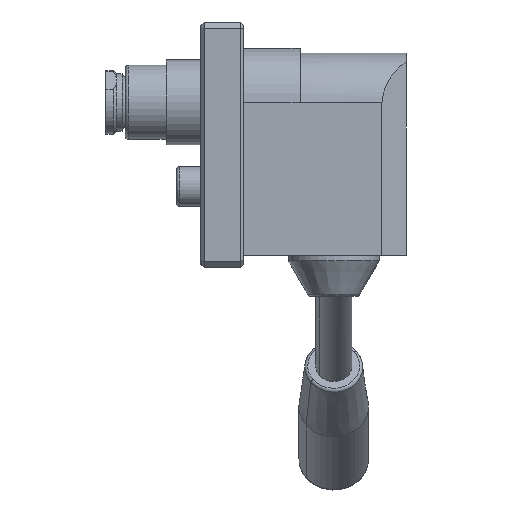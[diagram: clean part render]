
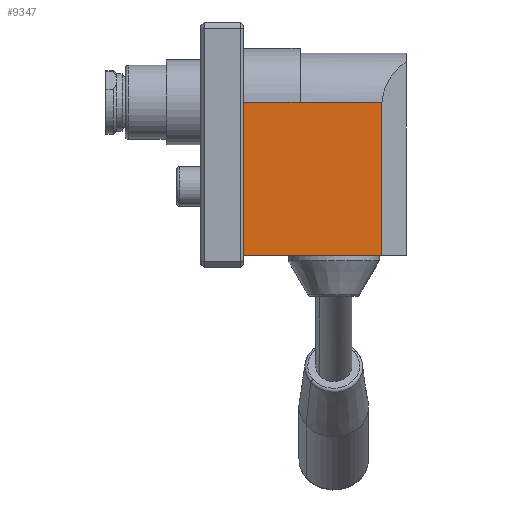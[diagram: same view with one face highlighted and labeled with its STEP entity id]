
A CAD part, front view. The second image highlights one B-rep face of the part: STEP entity #9347.
In plain terms, the highlighted planar face has unit normal (0, -1, 0).
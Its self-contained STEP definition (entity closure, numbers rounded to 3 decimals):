
#845=LINE('',#12086,#1528);
#1411=LINE('',#17618,#2094);
#1412=LINE('',#17619,#2095);
#1413=LINE('',#17621,#2096);
#1414=LINE('',#17622,#2097);
#1528=VECTOR('',#10166,10.);
#2094=VECTOR('',#11086,10.);
#2095=VECTOR('',#11087,10.);
#2096=VECTOR('',#11088,10.);
#2097=VECTOR('',#11089,10.);
#2730=FACE_OUTER_BOUND('',#3316,.T.);
#3316=EDGE_LOOP('',(#8039,#8040,#8041,#8042,#8043));
#3662=VERTEX_POINT('',#12079);
#3665=VERTEX_POINT('',#12084);
#4280=VERTEX_POINT('',#17616);
#4281=VERTEX_POINT('',#17617);
#4282=VERTEX_POINT('',#17620);
#4566=EDGE_CURVE('',#3665,#3662,#845,.T.);
#5540=EDGE_CURVE('',#4280,#4281,#1411,.T.);
#5541=EDGE_CURVE('',#4281,#3662,#1412,.T.);
#5542=EDGE_CURVE('',#3665,#4282,#1413,.T.);
#5543=EDGE_CURVE('',#4280,#4282,#1414,.T.);
#8039=ORIENTED_EDGE('',*,*,#5540,.T.);
#8040=ORIENTED_EDGE('',*,*,#5541,.T.);
#8041=ORIENTED_EDGE('',*,*,#4566,.F.);
#8042=ORIENTED_EDGE('',*,*,#5542,.T.);
#8043=ORIENTED_EDGE('',*,*,#5543,.F.);
#8361=PLANE('',#9725);
#9347=ADVANCED_FACE('',(#2730),#8361,.T.);
#9725=AXIS2_PLACEMENT_3D('',#17615,#11084,#11085);
#10166=DIRECTION('',(0.,0.,1.));
#11084=DIRECTION('center_axis',(0.,-1.,0.));
#11085=DIRECTION('ref_axis',(0.,0.,
-1.));
#11086=DIRECTION('',(-1.,0.,0.));
#11087=DIRECTION('',(-1.,0.,0.));
#11088=DIRECTION('',(1.,0.,0.));
#11089=DIRECTION('',(0.,0.,-1.));
#12079=CARTESIAN_POINT('',(0.,-17.8,14.));
#12084=CARTESIAN_POINT('',(0.,-17.8,-36.5));
#12086=CARTESIAN_POINT('',(0.,-17.8,15.9));
#17615=CARTESIAN_POINT('Origin',(0.,-17.8,31.8));
#17616=CARTESIAN_POINT('',(45.7,-17.8,14.));
#17617=CARTESIAN_POINT('',(18.7,-17.8,14.));
#17618=CARTESIAN_POINT('',(0.,-17.8,14.));
#17619=CARTESIAN_POINT('',(0.,-17.8,14.));
#17620=CARTESIAN_POINT('',(45.7,-17.8,-36.5));
#17621=CARTESIAN_POINT('',(0.,-17.8,-36.5));
#17622=CARTESIAN_POINT('',(45.7,-17.8,14.725));
